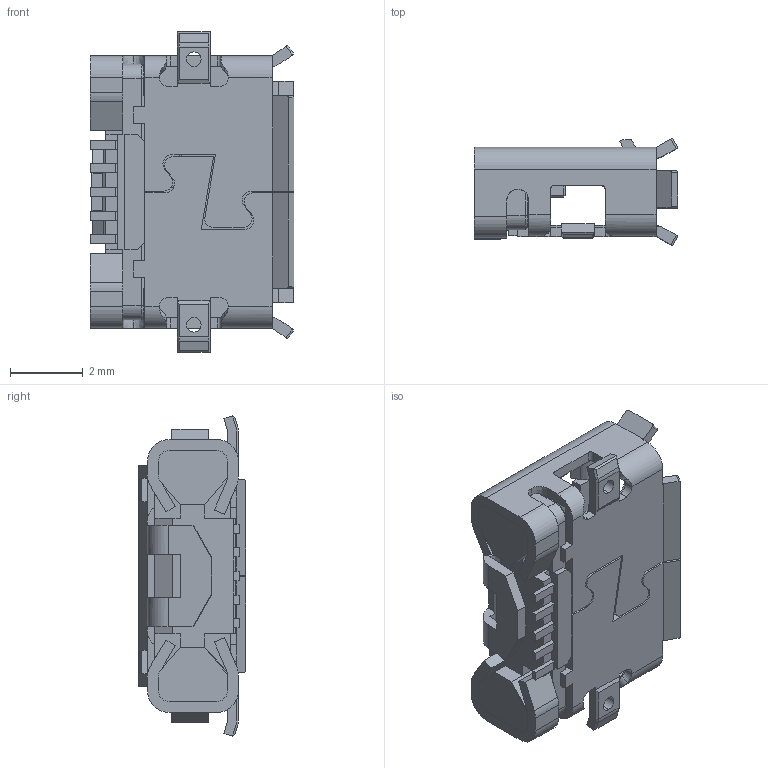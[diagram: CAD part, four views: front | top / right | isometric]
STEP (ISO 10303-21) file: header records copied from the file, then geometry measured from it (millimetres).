
FILE_DESCRIPTION (( 'STEP AP214' ), '1' );
FILE_NAME ('ZX62-AB-5PA(31).STEP', '2021-07-20T05:09:40', ( '' ), ( '' ), 'SwSTEP 2.0', 'SolidWorks 2018', '' );
FILE_SCHEMA (( 'AUTOMOTIVE_DESIGN' ));
Length unit declared in the file: millimetre
Products named in the file (1): ZX62-AB-5PA(31)
Bounding box: 5.6 x 2.95 x 8.8 mm (x, y, z)
Volume: 42.6 mm3; surface area: 245.5 mm2
Topology: 1 solids, 1 shells, 511 faces, 1432 edges, 910 vertices
Faces by surface type: plane 388, cylinder 87, bspline 24, cone 12
Entity records: 23550 total; most frequent: CARTESIAN_POINT 9203, ORIENTED_EDGE 2864, DIRECTION 2528, EDGE_CURVE 1432, LINE 1136, VECTOR 1136, VERTEX_POINT 910, AXIS2_PLACEMENT_3D 696
